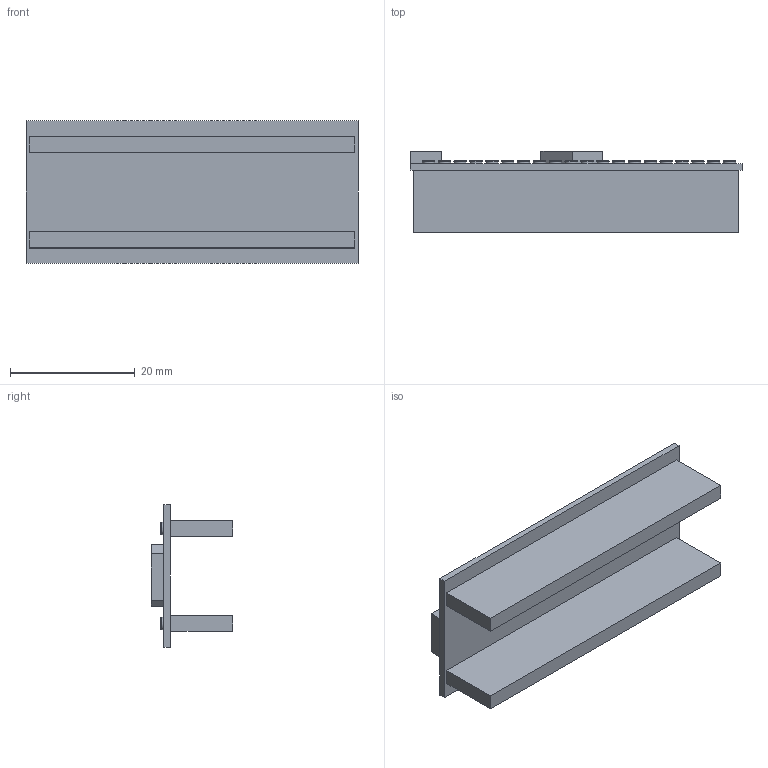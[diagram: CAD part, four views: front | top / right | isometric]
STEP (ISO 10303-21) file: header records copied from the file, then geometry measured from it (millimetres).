
FILE_DESCRIPTION (( 'STEP AP214' ), '1' );
FILE_NAME ('STM32F373_MODUL.STEP', '2018-04-04T19:36:28', ( 'Pol_zovatel_ Windows' ), ( '' ), 'SwSTEP 2.0', 'SolidWorks 2016', '' );
FILE_SCHEMA (( 'AUTOMOTIVE_DESIGN' ));
Length unit declared in the file: millimetre
Products named in the file (1): STM32F373_MODUL
Bounding box: 53.24 x 13 x 22.86 mm (x, y, z)
Volume: 4106.8 mm3; surface area: 5060.4 mm2
Topology: 2 solids, 2 shells, 308 faces, 623 edges, 362 vertices
Faces by surface type: torus 160, cylinder 81, plane 67
Entity records: 8403 total; most frequent: DIRECTION 1723, CARTESIAN_POINT 1294, ORIENTED_EDGE 1246, AXIS2_PLACEMENT_3D 791, EDGE_CURVE 623, CIRCLE 482, VERTEX_POINT 362, EDGE_LOOP 351
